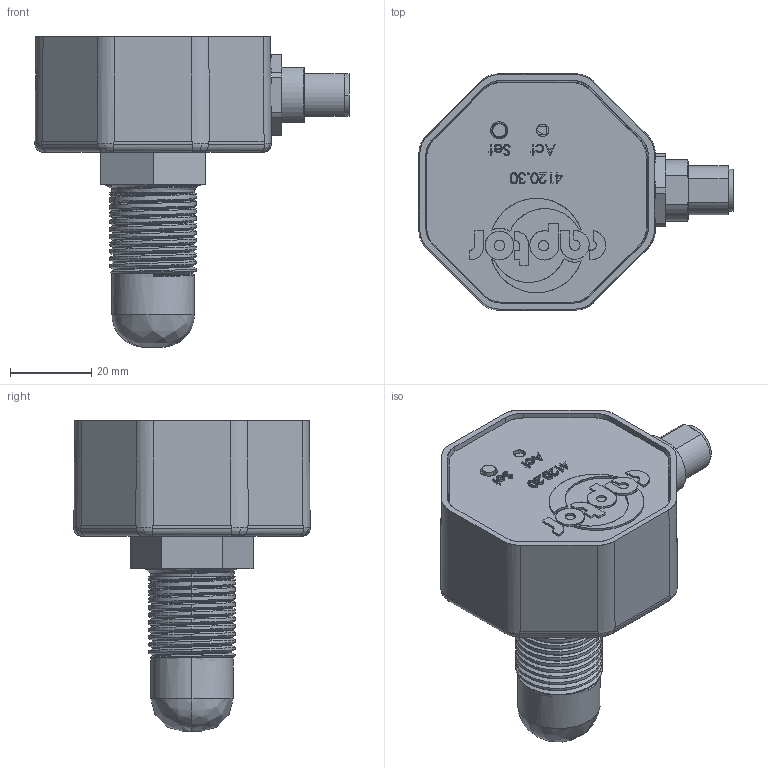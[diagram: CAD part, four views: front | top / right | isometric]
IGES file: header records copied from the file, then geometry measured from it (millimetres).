
Start section: SolidWorks IGES file using analytic representation for surfaces
Global section: file name: MeatConcept.IGS; native system: SolidWorks 2008; preprocessor: SolidWorks 2008; author: Thor.Johnson; date: 160426.130217; units: millimetre
Bounding box: 77.26 x 58.13 x 76.44 mm (x, y, z)
Surface area: 22216.3 mm2 (no closed solid volume)
Topology: 0 solids, 0 shells, 428 faces, 7244 edges, 7228 vertices
Faces by surface type: bspline 297, revolution 131
